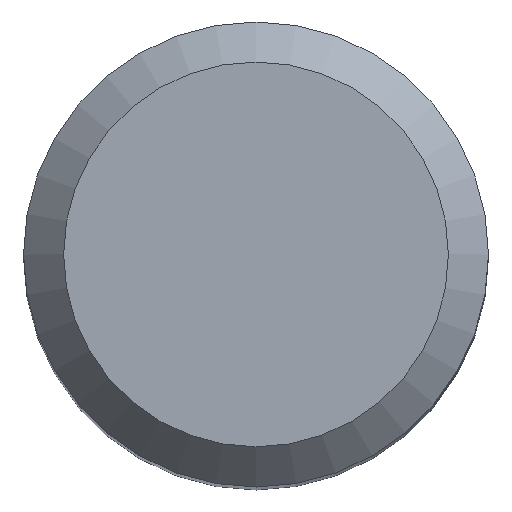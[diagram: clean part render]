
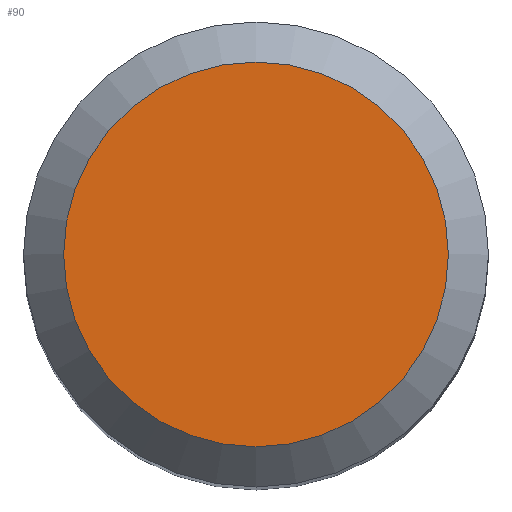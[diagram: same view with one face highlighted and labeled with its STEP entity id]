
A CAD part, top view. The second image highlights one B-rep face of the part: STEP entity #90.
In plain terms, the highlighted planar face has unit normal (0, 0, 1).
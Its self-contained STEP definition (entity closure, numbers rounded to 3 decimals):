
#90=ADVANCED_FACE('',(#116),#109,.F.);
#109=PLANE('',#272);
#116=FACE_OUTER_BOUND('',#120,.T.);
#120=EDGE_LOOP('',(#154));
#154=ORIENTED_EDGE('',*,*,#205,.F.);
#188=VERTEX_POINT('',#396);
#205=EDGE_CURVE('',#188,#188,#222,.T.);
#222=CIRCLE('',#271,4.965);
#271=AXIS2_PLACEMENT_3D('',#395,#319,#320);
#272=AXIS2_PLACEMENT_3D('',#397,#321,#322);
#319=DIRECTION('',(0.,0.,-1.));
#320=DIRECTION('',(-1.,0.,0.));
#321=DIRECTION('',(0.,0.,-1.));
#322=DIRECTION('',(-1.,0.,0.));
#395=CARTESIAN_POINT('',(0.,0.,45.));
#396=CARTESIAN_POINT('',(-4.965,0.,45.));
#397=CARTESIAN_POINT('',(0.,0.,45.));
